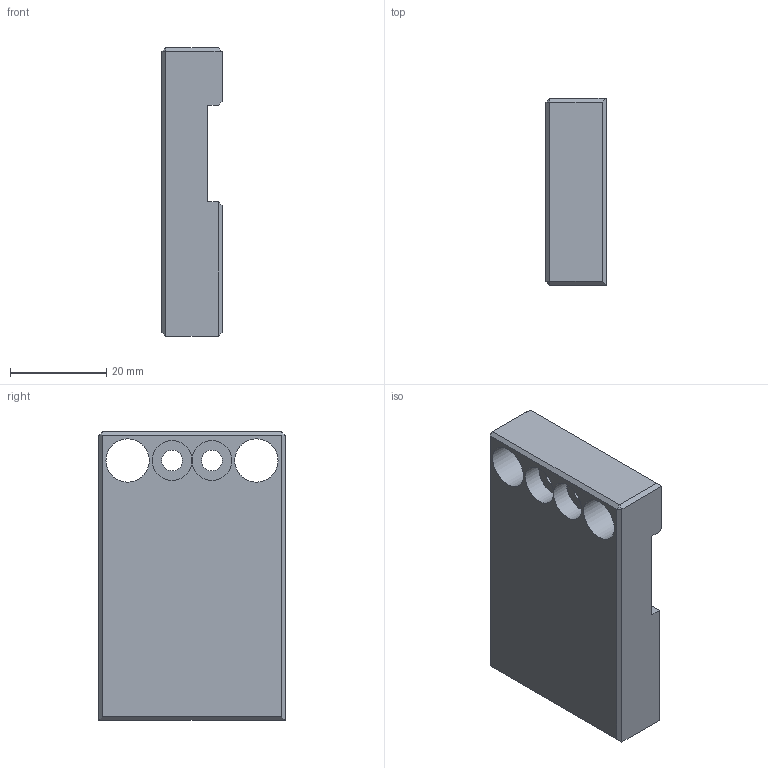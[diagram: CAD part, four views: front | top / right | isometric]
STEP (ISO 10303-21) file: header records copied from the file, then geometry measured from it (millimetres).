
FILE_DESCRIPTION(/* description */ ('STEP AP242','CAx-IF Rec.Pracs.---Representation and Presentation of Product Manufacturing Information (PMI)---4.0---2014-10-13','CAx-IF Rec.Pracs.---3D Tessellated Geometry---0.4---2014-09-14','2;1'),/* implementation_level */ '2;1');
FILE_NAME(/* name */ '686f0fa9a37d42678cdea92d',/* time_stamp */ '2025-07-10T00:56:10Z',/* author */ (''),/* organization */ (''),/* preprocessor_version */ 'ST-DEVELOPER v20',/* originating_system */ 'ONSHAPE BY PTC INC, 1.200',/* authorisation */ ' ');
FILE_SCHEMA (('AP242_MANAGED_MODEL_BASED_3D_ENGINEERING_MIM_LF { 1 0 10303 442 1 1 4 }'));
Length unit declared in the file: metre
Products named in the file (1): Outer Grab
Bounding box: 12.5 x 38.76 x 60 mm (x, y, z)
Volume: 24359.7 mm3; surface area: 7870.8 mm2
Topology: 1 solids, 1 shells, 32 faces, 72 edges, 44 vertices
Faces by surface type: plane 26, cylinder 6
Full cylindrical faces by diameter (mm): 4.3 x2, 8.25 x2, 9 x2
Entity records: 862 total; most frequent: DIRECTION 142, CARTESIAN_POINT 139, ORIENTED_EDGE 128, EDGE_CURVE 64, LINE 52, VECTOR 52, EDGE_LOOP 48, FACE_BOUND 48
